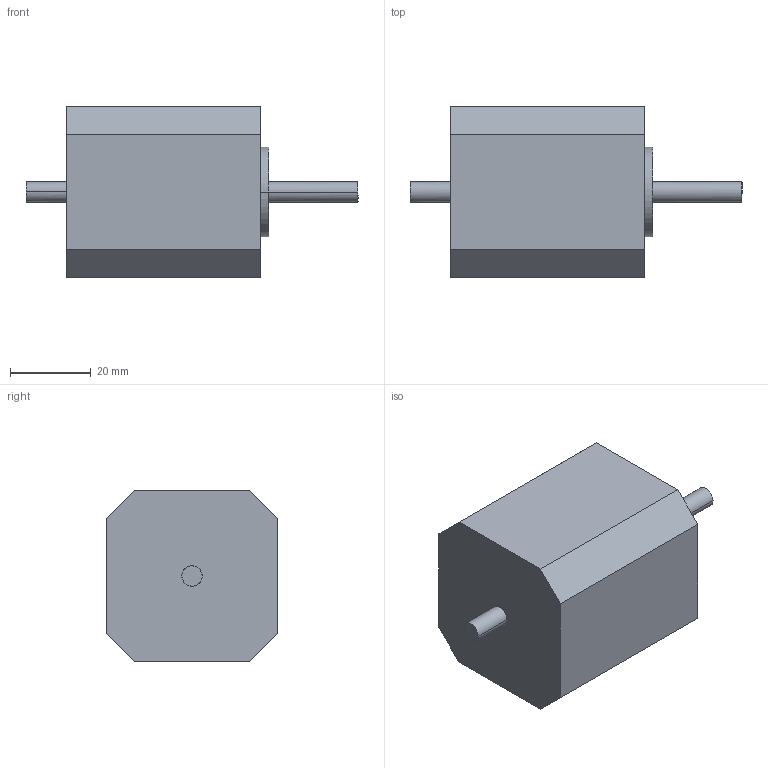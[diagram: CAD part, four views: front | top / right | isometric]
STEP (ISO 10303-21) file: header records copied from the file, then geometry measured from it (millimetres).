
FILE_DESCRIPTION(/* description */ (''),/* implementation_level */ '2;1');
FILE_NAME(/* name */ 'Stepper Motor - 200 steps',/* time_stamp */ '2014-03-05T17:52:37-06:00',/* author */ (''),/* organization */ (''),/* preprocessor_version */ 'ST-DEVELOPER v15',/* originating_system */ '',/* authorisation */ '');
FILE_SCHEMA (('AUTOMOTIVE_DESIGN'));
Length unit declared in the file: inch
Products named in the file (1): Document
Bounding box: 82.01 x 42.42 x 42.42 mm (x, y, z)
Volume: 82980.9 mm3; surface area: 11545.5 mm2
Topology: 1 solids, 1 shells, 35 faces, 82 edges, 48 vertices
Faces by surface type: bspline 22, plane 13
Entity records: 1021 total; most frequent: CARTESIAN_POINT 514, ORIENTED_EDGE 148, EDGE_CURVE 74, VERTEX_POINT 48, B_SPLINE_CURVE_WITH_KNOTS 46, EDGE_LOOP 42, ADVANCED_FACE 35, FACE_OUTER_BOUND 35
